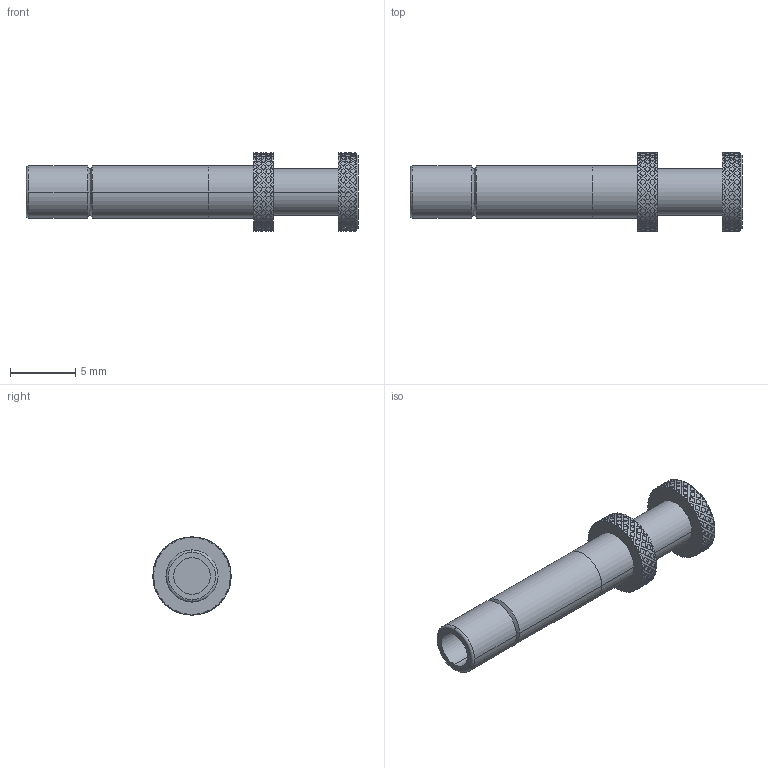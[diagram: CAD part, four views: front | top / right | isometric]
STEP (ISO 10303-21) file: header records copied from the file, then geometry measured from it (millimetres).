
FILE_DESCRIPTION(('STEP AP214'),'1');
FILE_NAME('3626_04_00.stp','2016-07-07T14:25:45',('TraceParts'),('TraceParts S.A.'),'Spatial InterOp 3D',' ',' ');
FILE_SCHEMA(('automotive_design'));
Length unit declared in the file: millimetre
Products named in the file (1): 1
Bounding box: 25.5 x 6 x 6 mm (x, y, z)
Volume: 204.8 mm3; surface area: 659.8 mm2
Topology: 1 solids, 1 shells, 1275 faces, 3348 edges, 2225 vertices
Faces by surface type: plane 958, cylinder 284, cone 31, torus 2
Entity records: 40611 total; most frequent: DIRECTION 8002, CARTESIAN_POINT 7049, ORIENTED_EDGE 6696, AXIS2_PLACEMENT_3D 3478, EDGE_CURVE 3348, VERTEX_POINT 2225, ELLIPSE 1930, EDGE_LOOP 1425
